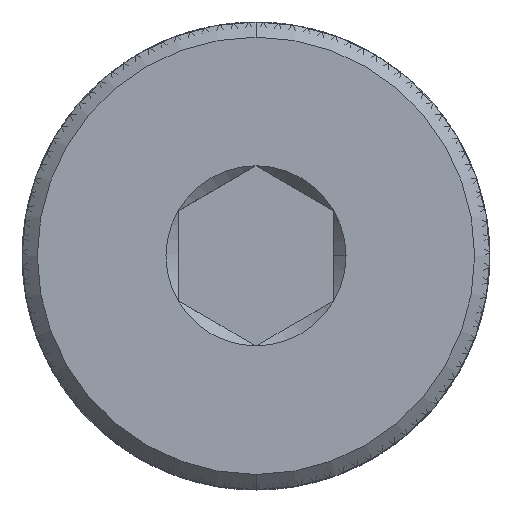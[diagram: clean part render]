
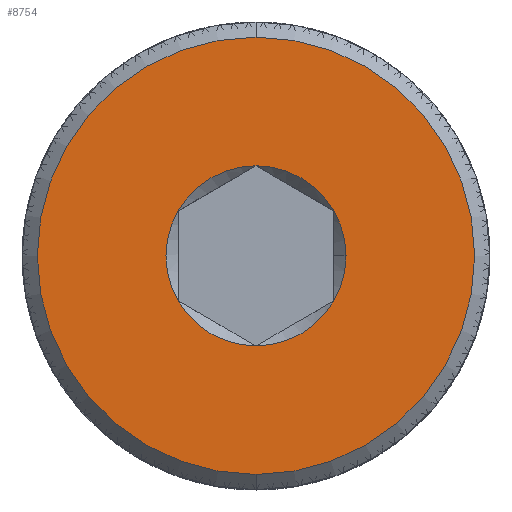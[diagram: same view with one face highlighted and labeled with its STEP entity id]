
A CAD part, top view. The second image highlights one B-rep face of the part: STEP entity #8754.
In plain terms, the highlighted planar face has unit normal (0, 0, 1).
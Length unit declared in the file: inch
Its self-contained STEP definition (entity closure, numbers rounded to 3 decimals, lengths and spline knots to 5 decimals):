
#47 = CARTESIAN_POINT ( 'NONE',  ( 0., 0., 0. ) ) ;
#135 = CARTESIAN_POINT ( 'NONE',  ( 0., -0.35063, 0. ) ) ;
#631 = EDGE_CURVE ( 'NONE', #8456, #8186, #10455, .T. ) ;
#705 = AXIS2_PLACEMENT_3D ( 'NONE', #3137, #3119, #3121 ) ;
#901 = DIRECTION ( 'NONE',  ( 1., 0., 0. ) ) ;
#905 = EDGE_CURVE ( 'NONE', #8090, #4009, #3826, .T. ) ;
#1003 = CIRCLE ( 'NONE', #9434, 0.14434 ) ;
#1606 = DIRECTION ( 'NONE',  ( 0., -1., 0. ) ) ;
#1684 = AXIS2_PLACEMENT_3D ( 'NONE', #14085, #8180, #901 ) ;
#1815 = DIRECTION ( 'NONE',  ( 0., 0., 1. ) ) ;
#1868 = CARTESIAN_POINT ( 'NONE',  ( 0., 0., 0. ) ) ;
#2146 = ORIENTED_EDGE ( 'NONE', *, *, #13653, .T. ) ;
#2164 = CARTESIAN_POINT ( 'NONE',  ( 0.14434, 0., 0. ) ) ;
#2291 = CARTESIAN_POINT ( 'NONE',  ( 0., 0., 0. ) ) ;
#2711 = ORIENTED_EDGE ( 'NONE', *, *, #631, .F. ) ;
#2753 = AXIS2_PLACEMENT_3D ( 'NONE', #10239, #10259, #10270 ) ;
#2756 = PLANE ( 'NONE',  #13128 ) ;
#2941 = DIRECTION ( 'NONE',  ( 0., 0., 1. ) ) ;
#2970 = DIRECTION ( 'NONE',  ( 1., 0., 0. ) ) ;
#3006 = CARTESIAN_POINT ( 'NONE',  ( 0., 0., 0. ) ) ;
#3119 = DIRECTION ( 'NONE',  ( 0., 0., 1. ) ) ;
#3121 = DIRECTION ( 'NONE',  ( 0., -1., 0. ) ) ;
#3137 = CARTESIAN_POINT ( 'NONE',  ( 0., 0., 0. ) ) ;
#3307 = ORIENTED_EDGE ( 'NONE', *, *, #14076, .F. ) ;
#3371 = EDGE_LOOP ( 'NONE', ( #12498, #2146 ) ) ;
#3478 = EDGE_CURVE ( 'NONE', #13077, #8456, #12071, .T. ) ;
#3826 = CIRCLE ( 'NONE', #705, 0.35063 ) ;
#3894 = ORIENTED_EDGE ( 'NONE', *, *, #4540, .F. ) ;
#4009 = VERTEX_POINT ( 'NONE', #135 ) ;
#4280 = AXIS2_PLACEMENT_3D ( 'NONE', #12750, #6085, #13571 ) ;
#4421 = EDGE_CURVE ( 'NONE', #13304, #13077, #14073, .T. ) ;
#4540 = EDGE_CURVE ( 'NONE', #9498, #8942, #1003, .T. ) ;
#5275 = CARTESIAN_POINT ( 'NONE',  ( -0.125, -0.07217, 0. ) ) ;
#5525 = VERTEX_POINT ( 'NONE', #2164 ) ;
#6085 = DIRECTION ( 'NONE',  ( 0., 0., 1. ) ) ;
#6175 = DIRECTION ( 'NONE',  ( 1., 0., 0. ) ) ;
#6206 = DIRECTION ( 'NONE',  ( 0., 0., 1. ) ) ;
#6212 = CARTESIAN_POINT ( 'NONE',  ( 0., 0., 0. ) ) ;
#6261 = ORIENTED_EDGE ( 'NONE', *, *, #7507, .F. ) ;
#6314 = CARTESIAN_POINT ( 'NONE',  ( 0., -0.14434, 0. ) ) ;
#6498 = FACE_OUTER_BOUND ( 'NONE', #3371, .T. ) ;
#6622 = EDGE_LOOP ( 'NONE', ( #3894, #6738, #2711, #10712, #12787, #3307, #6261 ) ) ;
#6738 = ORIENTED_EDGE ( 'NONE', *, *, #12273, .F. ) ;
#7251 = AXIS2_PLACEMENT_3D ( 'NONE', #6212, #6206, #6175 ) ;
#7285 = CARTESIAN_POINT ( 'NONE',  ( 0., 0.35063, 0. ) ) ;
#7507 = EDGE_CURVE ( 'NONE', #8942, #5525, #11673, .T. ) ;
#7877 = CARTESIAN_POINT ( 'NONE',  ( 0.125, 0.07217, 0. ) ) ;
#8090 = VERTEX_POINT ( 'NONE', #7285 ) ;
#8180 = DIRECTION ( 'NONE',  ( 0., 0., 1. ) ) ;
#8186 = VERTEX_POINT ( 'NONE', #5275 ) ;
#8456 = VERTEX_POINT ( 'NONE', #13265 ) ;
#8754 = ADVANCED_FACE ( 'NONE', ( #14206, #6498 ), #2756, .T. ) ;
#8804 = AXIS2_PLACEMENT_3D ( 'NONE', #3006, #2941, #2970 ) ;
#8942 = VERTEX_POINT ( 'NONE', #12698 ) ;
#9228 = CIRCLE ( 'NONE', #8804, 0.14434 ) ;
#9421 = DIRECTION ( 'NONE',  ( 0., 0., 1. ) ) ;
#9434 = AXIS2_PLACEMENT_3D ( 'NONE', #10924, #10952, #10966 ) ;
#9474 = DIRECTION ( 'NONE',  ( 1., 0., 0. ) ) ;
#9498 = VERTEX_POINT ( 'NONE', #6314 ) ;
#9974 = CIRCLE ( 'NONE', #1684, 0.14434 ) ;
#10239 = CARTESIAN_POINT ( 'NONE',  ( 0., 0., 0. ) ) ;
#10259 = DIRECTION ( 'NONE',  ( 0., 0., 1. ) ) ;
#10270 = DIRECTION ( 'NONE',  ( 1., 0., 0. ) ) ;
#10455 = CIRCLE ( 'NONE', #12316, 0.14434 ) ;
#10712 = ORIENTED_EDGE ( 'NONE', *, *, #3478, .F. ) ;
#10924 = CARTESIAN_POINT ( 'NONE',  ( 0., 0., 0. ) ) ;
#10952 = DIRECTION ( 'NONE',  ( 0., 0., 1. ) ) ;
#10966 = DIRECTION ( 'NONE',  ( 1., 0., 0. ) ) ;
#11673 = CIRCLE ( 'NONE', #13054, 0.14434 ) ;
#12071 = CIRCLE ( 'NONE', #7251, 0.14434 ) ;
#12273 = EDGE_CURVE ( 'NONE', #8186, #9498, #9228, .T. ) ;
#12316 = AXIS2_PLACEMENT_3D ( 'NONE', #2291, #9421, #9474 ) ;
#12498 = ORIENTED_EDGE ( 'NONE', *, *, #905, .T. ) ;
#12567 = CARTESIAN_POINT ( 'NONE',  ( 0., 0.14434, 0. ) ) ;
#12698 = CARTESIAN_POINT ( 'NONE',  ( 0.125, -0.07217, 0. ) ) ;
#12750 = CARTESIAN_POINT ( 'NONE',  ( 0., 0., 0. ) ) ;
#12787 = ORIENTED_EDGE ( 'NONE', *, *, #4421, .F. ) ;
#13054 = AXIS2_PLACEMENT_3D ( 'NONE', #47, #14087, #13800 ) ;
#13077 = VERTEX_POINT ( 'NONE', #12567 ) ;
#13128 = AXIS2_PLACEMENT_3D ( 'NONE', #1868, #1815, #1606 ) ;
#13265 = CARTESIAN_POINT ( 'NONE',  ( -0.125, 0.07217, 0. ) ) ;
#13304 = VERTEX_POINT ( 'NONE', #7877 ) ;
#13571 = DIRECTION ( 'NONE',  ( 0., -1., 0. ) ) ;
#13653 = EDGE_CURVE ( 'NONE', #4009, #8090, #13947, .T. ) ;
#13800 = DIRECTION ( 'NONE',  ( 1., 0., 0. ) ) ;
#13947 = CIRCLE ( 'NONE', #4280, 0.35063 ) ;
#14073 = CIRCLE ( 'NONE', #2753, 0.14434 ) ;
#14076 = EDGE_CURVE ( 'NONE', #5525, #13304, #9974, .T. ) ;
#14085 = CARTESIAN_POINT ( 'NONE',  ( 0., 0., 0. ) ) ;
#14087 = DIRECTION ( 'NONE',  ( 0., 0., 1. ) ) ;
#14206 = FACE_BOUND ( 'NONE', #6622, .T. ) ;
